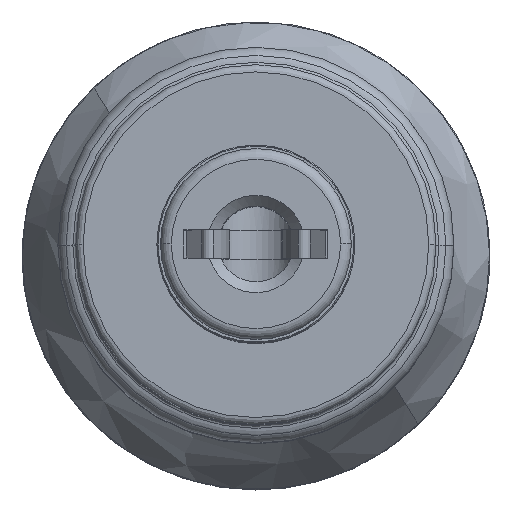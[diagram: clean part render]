
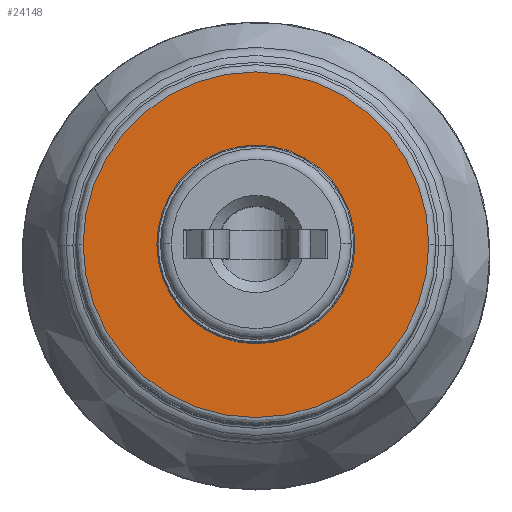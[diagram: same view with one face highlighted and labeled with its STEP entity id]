
A CAD part, top view. The second image highlights one B-rep face of the part: STEP entity #24148.
In plain terms, the highlighted face is planar.
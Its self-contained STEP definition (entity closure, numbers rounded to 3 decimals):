
#90 = VERTEX_POINT ( 'NONE', #16173 ) ;
#266 = VERTEX_POINT ( 'NONE', #15410 ) ;
#3240 = EDGE_CURVE ( 'NONE', #90, #266, #22216, .T. ) ;
#3488 = DIRECTION ( 'NONE',  ( -1., 0., 0. ) ) ;
#3793 = EDGE_CURVE ( 'NONE', #14317, #28101, #21522, .T. ) ;
#3918 = PLANE ( 'NONE',  #23876 ) ;
#4728 = AXIS2_PLACEMENT_3D ( 'NONE', #7577, #5488, #24996 ) ;
#5488 = DIRECTION ( 'NONE',  ( -1., 0., 0. ) ) ;
#6072 = FACE_BOUND ( 'NONE', #21840, .T. ) ;
#6260 = EDGE_CURVE ( 'NONE', #266, #90, #13598, .T. ) ;
#7577 = CARTESIAN_POINT ( 'NONE',  ( 0., 0., 0. ) ) ;
#9816 = FACE_OUTER_BOUND ( 'NONE', #26410, .T. ) ;
#10103 = ORIENTED_EDGE ( 'NONE', *, *, #3793, .F. ) ;
#12382 = AXIS2_PLACEMENT_3D ( 'NONE', #18350, #24658, #14047 ) ;
#12648 = DIRECTION ( 'NONE',  ( -1., 0., 0. ) ) ;
#12679 = DIRECTION ( 'NONE',  ( -1., 0., 0. ) ) ;
#13598 = CIRCLE ( 'NONE', #28129, 4.8 ) ;
#13826 = CARTESIAN_POINT ( 'NONE',  ( 0., -2.75, 0. ) ) ;
#14047 = DIRECTION ( 'NONE',  ( 0., -1., 0. ) ) ;
#14317 = VERTEX_POINT ( 'NONE', #13826 ) ;
#14381 = ORIENTED_EDGE ( 'NONE', *, *, #3240, .T. ) ;
#15088 = AXIS2_PLACEMENT_3D ( 'NONE', #23536, #12679, #17051 ) ;
#15410 = CARTESIAN_POINT ( 'NONE',  ( 0., 4.8, 0. ) ) ;
#16173 = CARTESIAN_POINT ( 'NONE',  ( 0., -4.8, 0. ) ) ;
#16549 = ORIENTED_EDGE ( 'NONE', *, *, #23528, .F. ) ;
#17051 = DIRECTION ( 'NONE',  ( 0., -1., 0. ) ) ;
#18350 = CARTESIAN_POINT ( 'NONE',  ( 0., 0., 0. ) ) ;
#18718 = DIRECTION ( 'NONE',  ( 0., -1., 0. ) ) ;
#20024 = CIRCLE ( 'NONE', #15088, 2.75 ) ;
#20879 = CARTESIAN_POINT ( 'NONE',  ( 0., 2.75, 0. ) ) ;
#21326 = CARTESIAN_POINT ( 'NONE',  ( 0., 0., 0. ) ) ;
#21522 = CIRCLE ( 'NONE', #12382, 2.75 ) ;
#21840 = EDGE_LOOP ( 'NONE', ( #10103, #16549 ) ) ;
#22216 = CIRCLE ( 'NONE', #4728, 4.8 ) ;
#23416 = DIRECTION ( 'NONE',  ( 0., -1., 0. ) ) ;
#23427 = ORIENTED_EDGE ( 'NONE', *, *, #6260, .T. ) ;
#23528 = EDGE_CURVE ( 'NONE', #28101, #14317, #20024, .T. ) ;
#23536 = CARTESIAN_POINT ( 'NONE',  ( 0., 0., 0. ) ) ;
#23876 = AXIS2_PLACEMENT_3D ( 'NONE', #21326, #12648, #23416 ) ;
#24148 = ADVANCED_FACE ( 'NONE', ( #6072, #9816 ), #3918, .T. ) ;
#24658 = DIRECTION ( 'NONE',  ( -1., 0., 0. ) ) ;
#24996 = DIRECTION ( 'NONE',  ( 0., -1., 0. ) ) ;
#25277 = CARTESIAN_POINT ( 'NONE',  ( 0., 0., 0. ) ) ;
#26410 = EDGE_LOOP ( 'NONE', ( #14381, #23427 ) ) ;
#28101 = VERTEX_POINT ( 'NONE', #20879 ) ;
#28129 = AXIS2_PLACEMENT_3D ( 'NONE', #25277, #3488, #18718 ) ;
